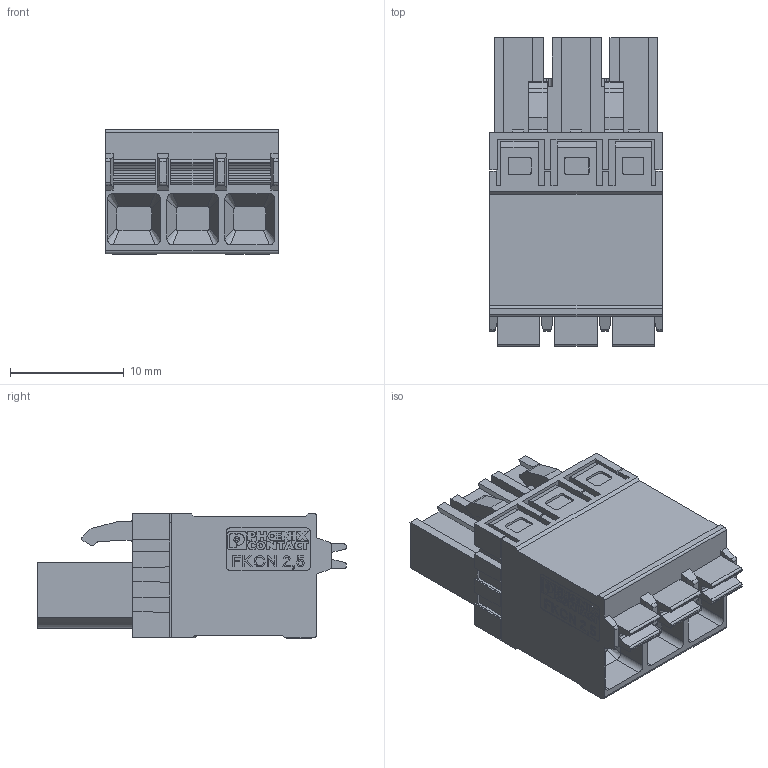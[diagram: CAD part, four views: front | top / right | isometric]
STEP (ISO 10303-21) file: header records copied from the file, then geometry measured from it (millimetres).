
FILE_DESCRIPTION(('Creo Elements/Direct Modeling STEP Export'),'2;1');
FILE_NAME('model.stp','2019-04-17T13:21:42',(''),(''),'Creo Elements/Direct Modeling STEP processor for AP214 (Solid Model)','Creo Elements/Direct Modeling 20.1A 29-Sep-2018 (C) Parametric Technology GmbH','');
FILE_SCHEMA(('AUTOMOTIVE_DESIGN { 1 0 10303 214 1 1 1 1 }'));
Length unit declared in the file: millimetre
Products named in the file (5): AT_FKCN_2_5_ST_5_08; CO_FKC_2_5; RH_MT_FKCN_2_5_ST_5_00; AC_FKCN_2_5_ST_5_00.1; FKCN_2_5_ST_5_08
Assembly tree (9 placements, depth 2):
  FKCN_2_5_ST_5_08
    RH_MT_FKCN_2_5_ST_5_00  x2
    CO_FKC_2_5  x3
    AC_FKCN_2_5_ST_5_00.1  x3
    AT_FKCN_2_5_ST_5_08
Bounding box: 15.14 x 27.1 x 10.93 mm (x, y, z)
Volume: 2801.6 mm3; surface area: 2792.7 mm2
Topology: 9 solids, 9 shells, 982 faces, 2652 edges, 1735 vertices
Faces by surface type: plane 788, cylinder 140, extrusion 33, bspline 12, cone 6, sphere 3
Entity records: 37042 total; most frequent: CARTESIAN_POINT 6777, ORIENTED_EDGE 4992, DIRECTION 4254, EDGE_CURVE 2496, VECTOR 2184, LINE 2151, VERTEX_POINT 1631, AXIS2_PLACEMENT_3D 1035
